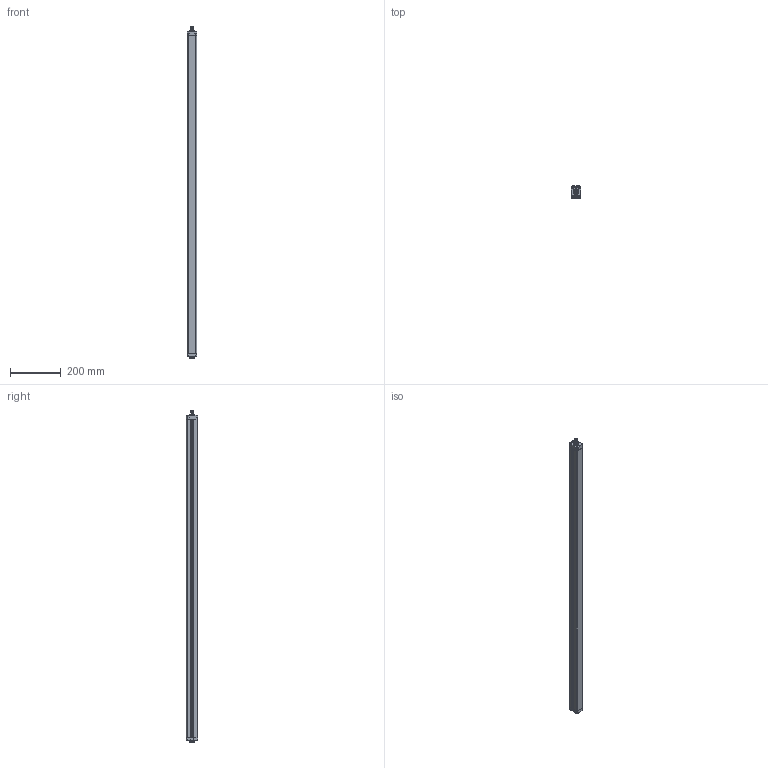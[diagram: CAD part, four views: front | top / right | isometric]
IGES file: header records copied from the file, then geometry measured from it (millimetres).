
Start section:  PTC IGES file: 157329.igs
Global section: file name: 157329.igs; native system: Pro/ENGINEER by Parametric Technology Corporation; preprocessor: 2009141; author: banengservice; organization: Unknown; date: 20110303.113822; units: inch
Bounding box: 36 x 45.76 x 1302.71 mm (x, y, z)
Volume: 803614.6 mm3; surface area: 478156.1 mm2
Topology: 2 solids, 3 shells, 864 faces, 2255 edges, 1409 vertices
Faces by surface type: revolution 446, bspline 418
